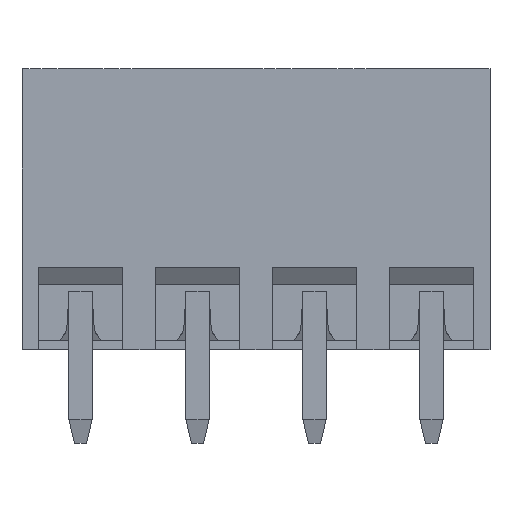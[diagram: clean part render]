
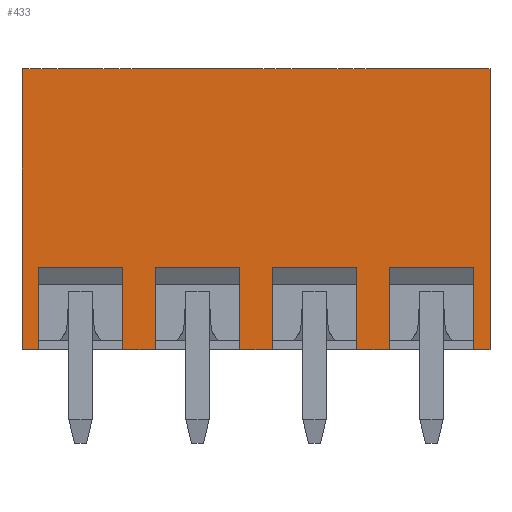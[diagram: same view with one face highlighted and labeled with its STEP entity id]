
A CAD part, top view. The second image highlights one B-rep face of the part: STEP entity #433.
In plain terms, the highlighted planar face has unit normal (0, 0, 1).
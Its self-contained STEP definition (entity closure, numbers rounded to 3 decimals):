
#433 = ADVANCED_FACE('',(#434),#596,.T.);
#434 = FACE_BOUND('',#435,.T.);
#435 = EDGE_LOOP('',(#436,#446,#454,#462,#470,#478,#486,#494,#502,#510,
    #518,#526,#534,#542,#550,#558,#566,#574,#582,#590));
#436 = ORIENTED_EDGE('',*,*,#437,.T.);
#437 = EDGE_CURVE('',#438,#440,#442,.T.);
#438 = VERTEX_POINT('',#439);
#439 = CARTESIAN_POINT('',(4.3,4.,4.6));
#440 = VERTEX_POINT('',#441);
#441 = CARTESIAN_POINT('',(5.7,4.,4.6));
#442 = LINE('',#443,#444);
#443 = CARTESIAN_POINT('',(4.3,4.,4.6));
#444 = VECTOR('',#445,1.);
#445 = DIRECTION('',(1.,0.,0.));
#446 = ORIENTED_EDGE('',*,*,#447,.T.);
#447 = EDGE_CURVE('',#440,#448,#450,.T.);
#448 = VERTEX_POINT('',#449);
#449 = CARTESIAN_POINT('',(5.7,7.5,4.6));
#450 = LINE('',#451,#452);
#451 = CARTESIAN_POINT('',(5.7,4.,4.6));
#452 = VECTOR('',#453,1.);
#453 = DIRECTION('',(0.,1.,0.));
#454 = ORIENTED_EDGE('',*,*,#455,.T.);
#455 = EDGE_CURVE('',#448,#456,#458,.T.);
#456 = VERTEX_POINT('',#457);
#457 = CARTESIAN_POINT('',(9.3,7.5,4.6));
#458 = LINE('',#459,#460);
#459 = CARTESIAN_POINT('',(5.7,7.5,4.6));
#460 = VECTOR('',#461,1.);
#461 = DIRECTION('',(1.,0.,0.));
#462 = ORIENTED_EDGE('',*,*,#463,.T.);
#463 = EDGE_CURVE('',#456,#464,#466,.T.);
#464 = VERTEX_POINT('',#465);
#465 = CARTESIAN_POINT('',(9.3,4.,4.6));
#466 = LINE('',#467,#468);
#467 = CARTESIAN_POINT('',(9.3,7.5,4.6));
#468 = VECTOR('',#469,1.);
#469 = DIRECTION('',(0.,-1.,0.));
#470 = ORIENTED_EDGE('',*,*,#471,.T.);
#471 = EDGE_CURVE('',#464,#472,#474,.T.);
#472 = VERTEX_POINT('',#473);
#473 = CARTESIAN_POINT('',(10.7,4.,4.6));
#474 = LINE('',#475,#476);
#475 = CARTESIAN_POINT('',(9.3,4.,4.6));
#476 = VECTOR('',#477,1.);
#477 = DIRECTION('',(1.,0.,0.));
#478 = ORIENTED_EDGE('',*,*,#479,.T.);
#479 = EDGE_CURVE('',#472,#480,#482,.T.);
#480 = VERTEX_POINT('',#481);
#481 = CARTESIAN_POINT('',(10.7,7.5,4.6));
#482 = LINE('',#483,#484);
#483 = CARTESIAN_POINT('',(10.7,4.,4.6));
#484 = VECTOR('',#485,1.);
#485 = DIRECTION('',(0.,1.,0.));
#486 = ORIENTED_EDGE('',*,*,#487,.T.);
#487 = EDGE_CURVE('',#480,#488,#490,.T.);
#488 = VERTEX_POINT('',#489);
#489 = CARTESIAN_POINT('',(14.3,7.5,4.6));
#490 = LINE('',#491,#492);
#491 = CARTESIAN_POINT('',(10.7,7.5,4.6));
#492 = VECTOR('',#493,1.);
#493 = DIRECTION('',(1.,0.,0.));
#494 = ORIENTED_EDGE('',*,*,#495,.T.);
#495 = EDGE_CURVE('',#488,#496,#498,.T.);
#496 = VERTEX_POINT('',#497);
#497 = CARTESIAN_POINT('',(14.3,4.,4.6));
#498 = LINE('',#499,#500);
#499 = CARTESIAN_POINT('',(14.3,7.5,4.6));
#500 = VECTOR('',#501,1.);
#501 = DIRECTION('',(0.,-1.,0.));
#502 = ORIENTED_EDGE('',*,*,#503,.T.);
#503 = EDGE_CURVE('',#496,#504,#506,.T.);
#504 = VERTEX_POINT('',#505);
#505 = CARTESIAN_POINT('',(15.7,4.,4.6));
#506 = LINE('',#507,#508);
#507 = CARTESIAN_POINT('',(14.3,4.,4.6));
#508 = VECTOR('',#509,1.);
#509 = DIRECTION('',(1.,0.,0.));
#510 = ORIENTED_EDGE('',*,*,#511,.T.);
#511 = EDGE_CURVE('',#504,#512,#514,.T.);
#512 = VERTEX_POINT('',#513);
#513 = CARTESIAN_POINT('',(15.7,7.5,4.6));
#514 = LINE('',#515,#516);
#515 = CARTESIAN_POINT('',(15.7,4.,4.6));
#516 = VECTOR('',#517,1.);
#517 = DIRECTION('',(0.,1.,0.));
#518 = ORIENTED_EDGE('',*,*,#519,.T.);
#519 = EDGE_CURVE('',#512,#520,#522,.T.);
#520 = VERTEX_POINT('',#521);
#521 = CARTESIAN_POINT('',(19.3,7.5,4.6));
#522 = LINE('',#523,#524);
#523 = CARTESIAN_POINT('',(15.7,7.5,4.6));
#524 = VECTOR('',#525,1.);
#525 = DIRECTION('',(1.,0.,0.));
#526 = ORIENTED_EDGE('',*,*,#527,.T.);
#527 = EDGE_CURVE('',#520,#528,#530,.T.);
#528 = VERTEX_POINT('',#529);
#529 = CARTESIAN_POINT('',(19.3,4.,4.6));
#530 = LINE('',#531,#532);
#531 = CARTESIAN_POINT('',(19.3,7.5,4.6));
#532 = VECTOR('',#533,1.);
#533 = DIRECTION('',(0.,-1.,0.));
#534 = ORIENTED_EDGE('',*,*,#535,.T.);
#535 = EDGE_CURVE('',#528,#536,#538,.T.);
#536 = VERTEX_POINT('',#537);
#537 = CARTESIAN_POINT('',(20.,4.,4.6));
#538 = LINE('',#539,#540);
#539 = CARTESIAN_POINT('',(19.3,4.,4.6));
#540 = VECTOR('',#541,1.);
#541 = DIRECTION('',(1.,0.,0.));
#542 = ORIENTED_EDGE('',*,*,#543,.F.);
#543 = EDGE_CURVE('',#544,#536,#546,.T.);
#544 = VERTEX_POINT('',#545);
#545 = CARTESIAN_POINT('',(20.,16.,4.6));
#546 = LINE('',#547,#548);
#547 = CARTESIAN_POINT('',(20.,16.,4.6));
#548 = VECTOR('',#549,1.);
#549 = DIRECTION('',(0.,-1.,0.));
#550 = ORIENTED_EDGE('',*,*,#551,.T.);
#551 = EDGE_CURVE('',#544,#552,#554,.T.);
#552 = VERTEX_POINT('',#553);
#553 = CARTESIAN_POINT('',(0.,16.,4.6));
#554 = LINE('',#555,#556);
#555 = CARTESIAN_POINT('',(10.,16.,4.6));
#556 = VECTOR('',#557,1.);
#557 = DIRECTION('',(-1.,0.,0.));
#558 = ORIENTED_EDGE('',*,*,#559,.T.);
#559 = EDGE_CURVE('',#552,#560,#562,.T.);
#560 = VERTEX_POINT('',#561);
#561 = CARTESIAN_POINT('',(0.,4.,4.6));
#562 = LINE('',#563,#564);
#563 = CARTESIAN_POINT('',(0.,16.,4.6));
#564 = VECTOR('',#565,1.);
#565 = DIRECTION('',(0.,-1.,0.));
#566 = ORIENTED_EDGE('',*,*,#567,.T.);
#567 = EDGE_CURVE('',#560,#568,#570,.T.);
#568 = VERTEX_POINT('',#569);
#569 = CARTESIAN_POINT('',(0.7,4.,4.6));
#570 = LINE('',#571,#572);
#571 = CARTESIAN_POINT('',(0.,4.,4.6));
#572 = VECTOR('',#573,1.);
#573 = DIRECTION('',(1.,0.,0.));
#574 = ORIENTED_EDGE('',*,*,#575,.T.);
#575 = EDGE_CURVE('',#568,#576,#578,.T.);
#576 = VERTEX_POINT('',#577);
#577 = CARTESIAN_POINT('',(0.7,7.5,4.6));
#578 = LINE('',#579,#580);
#579 = CARTESIAN_POINT('',(0.7,4.,4.6));
#580 = VECTOR('',#581,1.);
#581 = DIRECTION('',(0.,1.,0.));
#582 = ORIENTED_EDGE('',*,*,#583,.T.);
#583 = EDGE_CURVE('',#576,#584,#586,.T.);
#584 = VERTEX_POINT('',#585);
#585 = CARTESIAN_POINT('',(4.3,7.5,4.6));
#586 = LINE('',#587,#588);
#587 = CARTESIAN_POINT('',(0.7,7.5,4.6));
#588 = VECTOR('',#589,1.);
#589 = DIRECTION('',(1.,0.,0.));
#590 = ORIENTED_EDGE('',*,*,#591,.T.);
#591 = EDGE_CURVE('',#584,#438,#592,.T.);
#592 = LINE('',#593,#594);
#593 = CARTESIAN_POINT('',(4.3,7.5,4.6));
#594 = VECTOR('',#595,1.);
#595 = DIRECTION('',(0.,-1.,0.));
#596 = PLANE('',#597);
#597 = AXIS2_PLACEMENT_3D('',#598,#599,#600);
#598 = CARTESIAN_POINT('',(0.,16.,4.6));
#599 = DIRECTION('',(0.,0.,1.));
#600 = DIRECTION('',(0.,-1.,0.));
